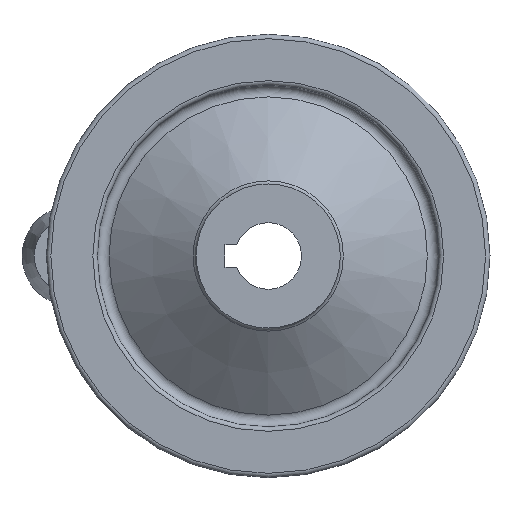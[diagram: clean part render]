
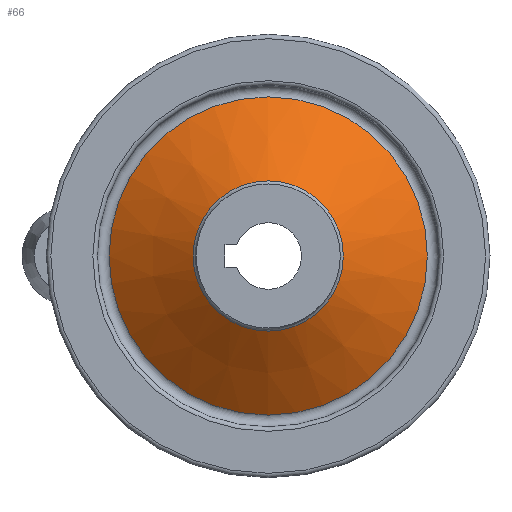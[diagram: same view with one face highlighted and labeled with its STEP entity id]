
A CAD part, left-side view. The second image highlights one B-rep face of the part: STEP entity #66.
In plain terms, the highlighted conical face has half-angle 53.939 degrees and reference radius 13.549 mm.
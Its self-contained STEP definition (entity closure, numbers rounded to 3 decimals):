
#66 = ADVANCED_FACE( '', ( #151, #152 ), #153, .T. );
#151 = FACE_OUTER_BOUND( '', #265, .T. );
#152 = FACE_BOUND( '', #266, .T. );
#153 = CONICAL_SURFACE( '', #267, 13.548, 0.941 );
#265 = EDGE_LOOP( '', ( #426 ) );
#266 = EDGE_LOOP( '', ( #427 ) );
#267 = AXIS2_PLACEMENT_3D( '', #428, #429, #430 );
#426 = ORIENTED_EDGE( '', *, *, #590, .F. );
#427 = ORIENTED_EDGE( '', *, *, #570, .T. );
#428 = CARTESIAN_POINT( '', ( 9.727, 0., 0. ) );
#429 = DIRECTION( '', ( 1., 0., 0. ) );
#430 = DIRECTION( '', ( 0., 0., -1. ) );
#570 = EDGE_CURVE( '', #639, #639, #640, .T. );
#590 = EDGE_CURVE( '', #673, #673, #674, .T. );
#639 = VERTEX_POINT( '', #737 );
#640 = CIRCLE( '', #738, 13.548 );
#673 = VERTEX_POINT( '', #775 );
#674 = CIRCLE( '', #776, 28.702 );
#737 = CARTESIAN_POINT( '', ( 9.727, 0., -13.548 ) );
#738 = AXIS2_PLACEMENT_3D( '', #851, #852, #853 );
#775 = CARTESIAN_POINT( '', ( 20.762, 0., -28.702 ) );
#776 = AXIS2_PLACEMENT_3D( '', #885, #886, #887 );
#851 = CARTESIAN_POINT( '', ( 9.727, 0., 0. ) );
#852 = DIRECTION( '', ( 1., 0., 0. ) );
#853 = DIRECTION( '', ( 0., 0., -1. ) );
#885 = CARTESIAN_POINT( '', ( 20.762, 0., 0. ) );
#886 = DIRECTION( '', ( 1., 0., 0. ) );
#887 = DIRECTION( '', ( 0., 0., -1. ) );
